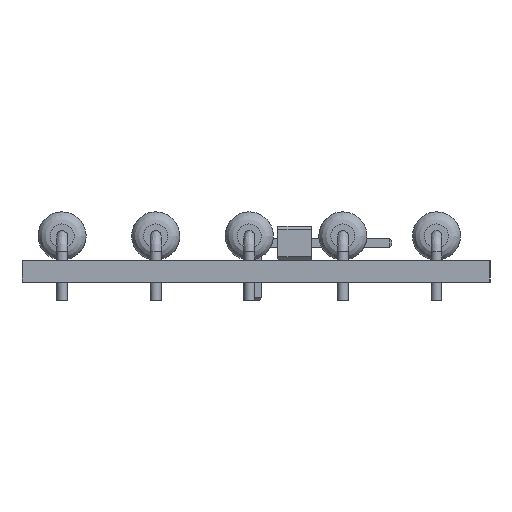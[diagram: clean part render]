
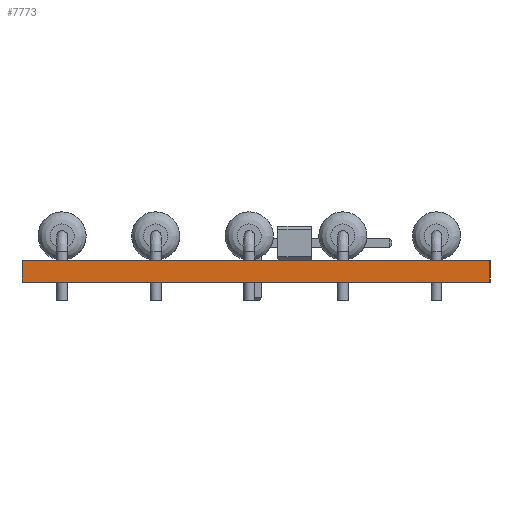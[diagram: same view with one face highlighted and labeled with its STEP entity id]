
A CAD part, left-side view. The second image highlights one B-rep face of the part: STEP entity #7773.
In plain terms, the highlighted planar face has unit normal (-1, 0, 0).
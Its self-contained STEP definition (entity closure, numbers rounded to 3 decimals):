
#7773 = ADVANCED_FACE('',(#7774),#7788,.T.);
#7774 = FACE_BOUND('',#7775,.T.);
#7775 = EDGE_LOOP('',(#7776,#7811,#7839,#7867));
#7776 = ORIENTED_EDGE('',*,*,#7777,.T.);
#7777 = EDGE_CURVE('',#7778,#7780,#7782,.T.);
#7778 = VERTEX_POINT('',#7779);
#7779 = CARTESIAN_POINT('',(80.,-73.,0.));
#7780 = VERTEX_POINT('',#7781);
#7781 = CARTESIAN_POINT('',(80.,-73.,1.6));
#7782 = SURFACE_CURVE('',#7783,(#7787,#7799),.PCURVE_S1.);
#7783 = LINE('',#7784,#7785);
#7784 = CARTESIAN_POINT('',(80.,-73.,0.));
#7785 = VECTOR('',#7786,1.);
#7786 = DIRECTION('',(0.,0.,1.));
#7787 = PCURVE('',#7788,#7793);
#7788 = PLANE('',#7789);
#7789 = AXIS2_PLACEMENT_3D('',#7790,#7791,#7792);
#7790 = CARTESIAN_POINT('',(80.,-73.,0.));
#7791 = DIRECTION('',(-1.,0.,0.));
#7792 = DIRECTION('',(0.,1.,0.));
#7793 = DEFINITIONAL_REPRESENTATION('',(#7794),#7798);
#7794 = LINE('',#7795,#7796);
#7795 = CARTESIAN_POINT('',(0.,0.));
#7796 = VECTOR('',#7797,1.);
#7797 = DIRECTION('',(0.,-1.));
#7798 = ( GEOMETRIC_REPRESENTATION_CONTEXT(2) 
PARAMETRIC_REPRESENTATION_CONTEXT() REPRESENTATION_CONTEXT('2D SPACE',''
  ) );
#7799 = PCURVE('',#7800,#7805);
#7800 = PLANE('',#7801);
#7801 = AXIS2_PLACEMENT_3D('',#7802,#7803,#7804);
#7802 = CARTESIAN_POINT('',(229.,-73.,0.));
#7803 = DIRECTION('',(0.,-1.,0.));
#7804 = DIRECTION('',(-1.,0.,0.));
#7805 = DEFINITIONAL_REPRESENTATION('',(#7806),#7810);
#7806 = LINE('',#7807,#7808);
#7807 = CARTESIAN_POINT('',(149.,0.));
#7808 = VECTOR('',#7809,1.);
#7809 = DIRECTION('',(0.,-1.));
#7810 = ( GEOMETRIC_REPRESENTATION_CONTEXT(2) 
PARAMETRIC_REPRESENTATION_CONTEXT() REPRESENTATION_CONTEXT('2D SPACE',''
  ) );
#7811 = ORIENTED_EDGE('',*,*,#7812,.T.);
#7812 = EDGE_CURVE('',#7780,#7813,#7815,.T.);
#7813 = VERTEX_POINT('',#7814);
#7814 = CARTESIAN_POINT('',(80.,-38.,1.6));
#7815 = SURFACE_CURVE('',#7816,(#7820,#7827),.PCURVE_S1.);
#7816 = LINE('',#7817,#7818);
#7817 = CARTESIAN_POINT('',(80.,-73.,1.6));
#7818 = VECTOR('',#7819,1.);
#7819 = DIRECTION('',(0.,1.,0.));
#7820 = PCURVE('',#7788,#7821);
#7821 = DEFINITIONAL_REPRESENTATION('',(#7822),#7826);
#7822 = LINE('',#7823,#7824);
#7823 = CARTESIAN_POINT('',(0.,-1.6));
#7824 = VECTOR('',#7825,1.);
#7825 = DIRECTION('',(1.,0.));
#7826 = ( GEOMETRIC_REPRESENTATION_CONTEXT(2) 
PARAMETRIC_REPRESENTATION_CONTEXT() REPRESENTATION_CONTEXT('2D SPACE',''
  ) );
#7827 = PCURVE('',#7828,#7833);
#7828 = PLANE('',#7829);
#7829 = AXIS2_PLACEMENT_3D('',#7830,#7831,#7832);
#7830 = CARTESIAN_POINT('',(154.5,-55.5,1.6));
#7831 = DIRECTION('',(-0.,-0.,-1.));
#7832 = DIRECTION('',(-1.,0.,0.));
#7833 = DEFINITIONAL_REPRESENTATION('',(#7834),#7838);
#7834 = LINE('',#7835,#7836);
#7835 = CARTESIAN_POINT('',(74.5,-17.5));
#7836 = VECTOR('',#7837,1.);
#7837 = DIRECTION('',(0.,1.));
#7838 = ( GEOMETRIC_REPRESENTATION_CONTEXT(2) 
PARAMETRIC_REPRESENTATION_CONTEXT() REPRESENTATION_CONTEXT('2D SPACE',''
  ) );
#7839 = ORIENTED_EDGE('',*,*,#7840,.F.);
#7840 = EDGE_CURVE('',#7841,#7813,#7843,.T.);
#7841 = VERTEX_POINT('',#7842);
#7842 = CARTESIAN_POINT('',(80.,-38.,0.));
#7843 = SURFACE_CURVE('',#7844,(#7848,#7855),.PCURVE_S1.);
#7844 = LINE('',#7845,#7846);
#7845 = CARTESIAN_POINT('',(80.,-38.,0.));
#7846 = VECTOR('',#7847,1.);
#7847 = DIRECTION('',(0.,0.,1.));
#7848 = PCURVE('',#7788,#7849);
#7849 = DEFINITIONAL_REPRESENTATION('',(#7850),#7854);
#7850 = LINE('',#7851,#7852);
#7851 = CARTESIAN_POINT('',(35.,0.));
#7852 = VECTOR('',#7853,1.);
#7853 = DIRECTION('',(0.,-1.));
#7854 = ( GEOMETRIC_REPRESENTATION_CONTEXT(2) 
PARAMETRIC_REPRESENTATION_CONTEXT() REPRESENTATION_CONTEXT('2D SPACE',''
  ) );
#7855 = PCURVE('',#7856,#7861);
#7856 = PLANE('',#7857);
#7857 = AXIS2_PLACEMENT_3D('',#7858,#7859,#7860);
#7858 = CARTESIAN_POINT('',(80.,-38.,0.));
#7859 = DIRECTION('',(0.,1.,0.));
#7860 = DIRECTION('',(1.,0.,0.));
#7861 = DEFINITIONAL_REPRESENTATION('',(#7862),#7866);
#7862 = LINE('',#7863,#7864);
#7863 = CARTESIAN_POINT('',(0.,0.));
#7864 = VECTOR('',#7865,1.);
#7865 = DIRECTION('',(0.,-1.));
#7866 = ( GEOMETRIC_REPRESENTATION_CONTEXT(2) 
PARAMETRIC_REPRESENTATION_CONTEXT() REPRESENTATION_CONTEXT('2D SPACE',''
  ) );
#7867 = ORIENTED_EDGE('',*,*,#7868,.F.);
#7868 = EDGE_CURVE('',#7778,#7841,#7869,.T.);
#7869 = SURFACE_CURVE('',#7870,(#7874,#7881),.PCURVE_S1.);
#7870 = LINE('',#7871,#7872);
#7871 = CARTESIAN_POINT('',(80.,-73.,0.));
#7872 = VECTOR('',#7873,1.);
#7873 = DIRECTION('',(0.,1.,0.));
#7874 = PCURVE('',#7788,#7875);
#7875 = DEFINITIONAL_REPRESENTATION('',(#7876),#7880);
#7876 = LINE('',#7877,#7878);
#7877 = CARTESIAN_POINT('',(0.,0.));
#7878 = VECTOR('',#7879,1.);
#7879 = DIRECTION('',(1.,0.));
#7880 = ( GEOMETRIC_REPRESENTATION_CONTEXT(2) 
PARAMETRIC_REPRESENTATION_CONTEXT() REPRESENTATION_CONTEXT('2D SPACE',''
  ) );
#7881 = PCURVE('',#7882,#7887);
#7882 = PLANE('',#7883);
#7883 = AXIS2_PLACEMENT_3D('',#7884,#7885,#7886);
#7884 = CARTESIAN_POINT('',(154.5,-55.5,0.));
#7885 = DIRECTION('',(-0.,-0.,-1.));
#7886 = DIRECTION('',(-1.,0.,0.));
#7887 = DEFINITIONAL_REPRESENTATION('',(#7888),#7892);
#7888 = LINE('',#7889,#7890);
#7889 = CARTESIAN_POINT('',(74.5,-17.5));
#7890 = VECTOR('',#7891,1.);
#7891 = DIRECTION('',(0.,1.));
#7892 = ( GEOMETRIC_REPRESENTATION_CONTEXT(2) 
PARAMETRIC_REPRESENTATION_CONTEXT() REPRESENTATION_CONTEXT('2D SPACE',''
  ) );
